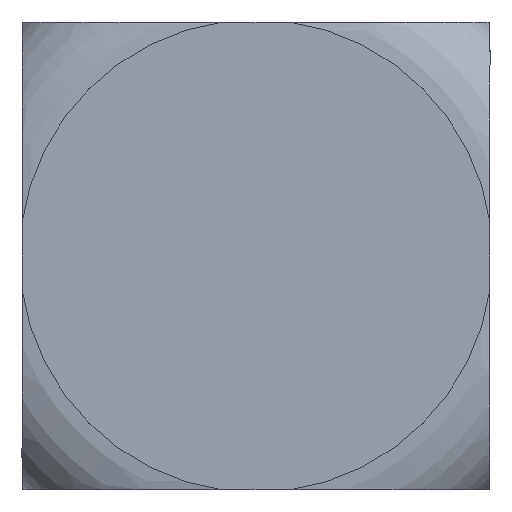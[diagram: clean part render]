
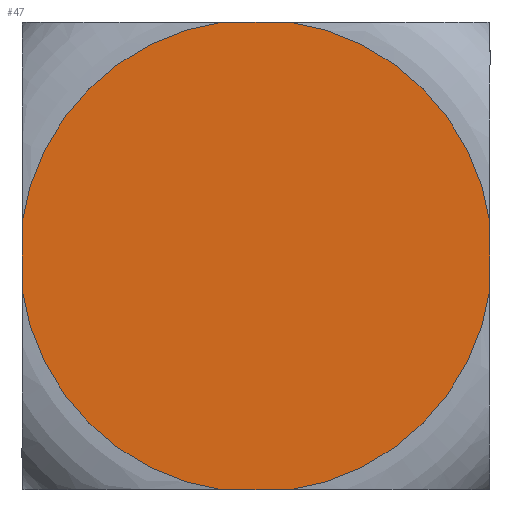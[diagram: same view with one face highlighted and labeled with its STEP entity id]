
A CAD part, left-side view. The second image highlights one B-rep face of the part: STEP entity #47.
In plain terms, the highlighted planar face has unit normal (-1, 0, 0).
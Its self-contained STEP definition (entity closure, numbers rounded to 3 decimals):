
#47 = ADVANCED_FACE( '', ( #110 ), #111, .F. );
#110 = FACE_OUTER_BOUND( '', #191, .T. );
#111 = PLANE( '', #192 );
#191 = EDGE_LOOP( '', ( #266, #267, #268, #269, #270, #271, #272, #273 ) );
#192 = AXIS2_PLACEMENT_3D( '', #274, #275, #276 );
#266 = ORIENTED_EDGE( '', *, *, #460, .F. );
#267 = ORIENTED_EDGE( '', *, *, #461, .F. );
#268 = ORIENTED_EDGE( '', *, *, #462, .F. );
#269 = ORIENTED_EDGE( '', *, *, #463, .F. );
#270 = ORIENTED_EDGE( '', *, *, #464, .F. );
#271 = ORIENTED_EDGE( '', *, *, #465, .F. );
#272 = ORIENTED_EDGE( '', *, *, #466, .F. );
#273 = ORIENTED_EDGE( '', *, *, #467, .F. );
#274 = CARTESIAN_POINT( '', ( 0., 0., 0. ) );
#275 = DIRECTION( '', ( 1., 0., 0. ) );
#276 = DIRECTION( '', ( 0., 0., -1. ) );
#460 = EDGE_CURVE( '', #534, #535, #536, .T. );
#461 = EDGE_CURVE( '', #537, #534, #538, .T. );
#462 = EDGE_CURVE( '', #539, #537, #540, .T. );
#463 = EDGE_CURVE( '', #541, #539, #542, .T. );
#464 = EDGE_CURVE( '', #543, #541, #544, .T. );
#465 = EDGE_CURVE( '', #545, #543, #546, .T. );
#466 = EDGE_CURVE( '', #547, #545, #548, .T. );
#467 = EDGE_CURVE( '', #535, #547, #549, .T. );
#534 = VERTEX_POINT( '', #643 );
#535 = VERTEX_POINT( '', #644 );
#536 = LINE( '', #645, #646 );
#537 = VERTEX_POINT( '', #647 );
#538 = CIRCLE( '', #648, 9.09 );
#539 = VERTEX_POINT( '', #649 );
#540 = LINE( '', #650, #651 );
#541 = VERTEX_POINT( '', #652 );
#542 = CIRCLE( '', #653, 9.09 );
#543 = VERTEX_POINT( '', #654 );
#544 = LINE( '', #655, #656 );
#545 = VERTEX_POINT( '', #657 );
#546 = CIRCLE( '', #658, 9.09 );
#547 = VERTEX_POINT( '', #659 );
#548 = LINE( '', #660, #661 );
#549 = CIRCLE( '', #662, 9.09 );
#643 = CARTESIAN_POINT( '', ( 0., 9., -1.276 ) );
#644 = CARTESIAN_POINT( '', ( 0., 9., 1.276 ) );
#645 = CARTESIAN_POINT( '', ( 0., 9., -9. ) );
#646 = VECTOR( '', #923, 1000. );
#647 = CARTESIAN_POINT( '', ( 0., 1.276, -9. ) );
#648 = AXIS2_PLACEMENT_3D( '', #924, #925, #926 );
#649 = CARTESIAN_POINT( '', ( 0., -1.276, -9. ) );
#650 = CARTESIAN_POINT( '', ( 0., -9., -9. ) );
#651 = VECTOR( '', #927, 1000. );
#652 = CARTESIAN_POINT( '', ( 0., -9., -1.276 ) );
#653 = AXIS2_PLACEMENT_3D( '', #928, #929, #930 );
#654 = CARTESIAN_POINT( '', ( 0., -9., 1.276 ) );
#655 = CARTESIAN_POINT( '', ( 0., -9., 9. ) );
#656 = VECTOR( '', #931, 1000. );
#657 = CARTESIAN_POINT( '', ( 0., -1.276, 9. ) );
#658 = AXIS2_PLACEMENT_3D( '', #932, #933, #934 );
#659 = CARTESIAN_POINT( '', ( 0., 1.276, 9. ) );
#660 = CARTESIAN_POINT( '', ( 0., 9., 9. ) );
#661 = VECTOR( '', #935, 1000. );
#662 = AXIS2_PLACEMENT_3D( '', #936, #937, #938 );
#923 = DIRECTION( '', ( 0., 0., 1. ) );
#924 = CARTESIAN_POINT( '', ( 0., 0., 0. ) );
#925 = DIRECTION( '', ( 1., 0., 0. ) );
#926 = DIRECTION( '', ( 0., 0., -1. ) );
#927 = DIRECTION( '', ( 0., 1., 0. ) );
#928 = CARTESIAN_POINT( '', ( 0., 0., 0. ) );
#929 = DIRECTION( '', ( 1., 0., 0. ) );
#930 = DIRECTION( '', ( 0., 0., -1. ) );
#931 = DIRECTION( '', ( 0., 0., -1. ) );
#932 = CARTESIAN_POINT( '', ( 0., 0., 0. ) );
#933 = DIRECTION( '', ( 1., 0., 0. ) );
#934 = DIRECTION( '', ( 0., 0., -1. ) );
#935 = DIRECTION( '', ( 0., -1., 0. ) );
#936 = CARTESIAN_POINT( '', ( 0., 0., 0. ) );
#937 = DIRECTION( '', ( 1., 0., 0. ) );
#938 = DIRECTION( '', ( 0., 0., -1. ) );
